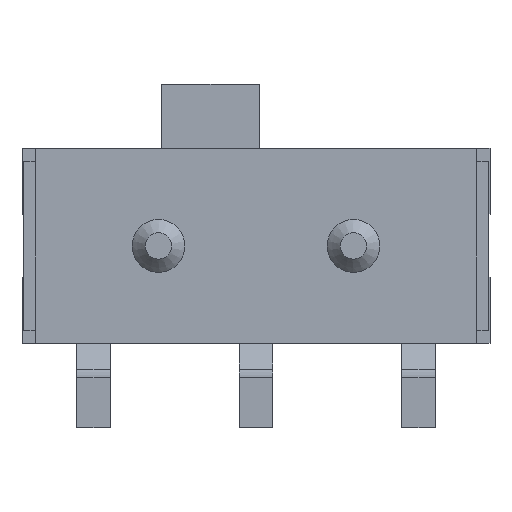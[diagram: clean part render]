
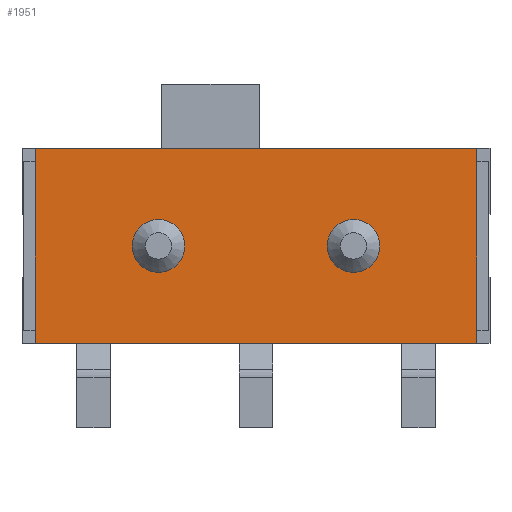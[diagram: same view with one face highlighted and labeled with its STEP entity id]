
A CAD part, front view. The second image highlights one B-rep face of the part: STEP entity #1951.
In plain terms, the highlighted planar face has unit normal (0, -1, 0).
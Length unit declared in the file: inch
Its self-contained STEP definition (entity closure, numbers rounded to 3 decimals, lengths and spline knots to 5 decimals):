
#18=FACE_BOUND('',#233,.T.);
#19=FACE_BOUND('',#234,.T.);
#45=CIRCLE('',#2037,0.016);
#52=CIRCLE('',#2072,0.016);
#137=FACE_OUTER_BOUND('',#232,.T.);
#232=EDGE_LOOP('',(#1640,#1641,#1642,#1643));
#233=EDGE_LOOP('',(#1644));
#234=EDGE_LOOP('',(#1645));
#272=LINE('',#2638,#522);
#309=LINE('',#2731,#559);
#489=LINE('',#3113,#739);
#490=LINE('',#3114,#740);
#522=VECTOR('',#2127,39.37008);
#559=VECTOR('',#2196,39.37008);
#739=VECTOR('',#2546,39.37008);
#740=VECTOR('',#2547,39.37008);
#772=VERTEX_POINT('',#2635);
#773=VERTEX_POINT('',#2637);
#813=VERTEX_POINT('',#2729);
#902=VERTEX_POINT('',#2979);
#927=VERTEX_POINT('',#3093);
#930=VERTEX_POINT('',#3112);
#952=EDGE_CURVE('',#772,#773,#272,.T.);
#996=EDGE_CURVE('',#813,#772,#309,.T.);
#1124=EDGE_CURVE('',#902,#902,#45,.T.);
#1185=EDGE_CURVE('',#927,#927,#52,.T.);
#1192=EDGE_CURVE('',#813,#930,#489,.T.);
#1193=EDGE_CURVE('',#930,#773,#490,.T.);
#1640=ORIENTED_EDGE('',*,*,#952,.F.);
#1641=ORIENTED_EDGE('',*,*,#996,.F.);
#1642=ORIENTED_EDGE('',*,*,#1192,.T.);
#1643=ORIENTED_EDGE('',*,*,#1193,.T.);
#1644=ORIENTED_EDGE('',*,*,#1124,.F.);
#1645=ORIENTED_EDGE('',*,*,#1185,.F.);
#1823=PLANE('',#2084);
#1951=ADVANCED_FACE('',(#137,#18,#19),#1823,.T.);
#2037=AXIS2_PLACEMENT_3D('',#2980,#2393,#2394);
#2072=AXIS2_PLACEMENT_3D('',#3094,#2517,#2518);
#2084=AXIS2_PLACEMENT_3D('',#3111,#2544,#2545);
#2127=DIRECTION('',(1.,0.,0.));
#2196=DIRECTION('',(0.,0.,1.));
#2393=DIRECTION('center_axis',(0.,-1.,0.));
#2394=DIRECTION('ref_axis',(0.,0.,-1.));
#2517=DIRECTION('center_axis',(0.,-1.,0.));
#2518=DIRECTION('ref_axis',(0.,0.,-1.));
#2544=DIRECTION('center_axis',(0.,-1.,0.));
#2545=DIRECTION('ref_axis',(0.,0.,-1.));
#2546=DIRECTION('',(1.,0.,0.));
#2547=DIRECTION('',(0.,0.,1.));
#2635=CARTESIAN_POINT('',(-0.13373,0.,0.05906));
#2637=CARTESIAN_POINT('',(0.13373,0.,0.05906));
#2638=CARTESIAN_POINT('',(0.,0.,0.05906));
#2729=CARTESIAN_POINT('',(-0.13373,0.,-0.05906));
#2731=CARTESIAN_POINT('',(-0.13373,0.,-0.13107));
#2979=CARTESIAN_POINT('',(0.04306,0.,0.));
#2980=CARTESIAN_POINT('Origin',(0.05906,0.,0.));
#3093=CARTESIAN_POINT('',(-0.07506,0.,0.));
#3094=CARTESIAN_POINT('Origin',(-0.05906,0.,0.));
#3111=CARTESIAN_POINT('Origin',(0.08843,0.,-0.07993));
#3112=CARTESIAN_POINT('',(0.13373,0.,-0.05906));
#3113=CARTESIAN_POINT('',(0.08843,0.,-0.05906));
#3114=CARTESIAN_POINT('',(0.13373,0.,-0.07993));
